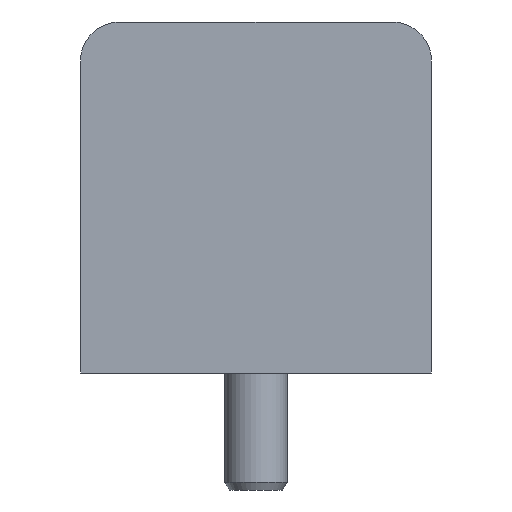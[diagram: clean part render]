
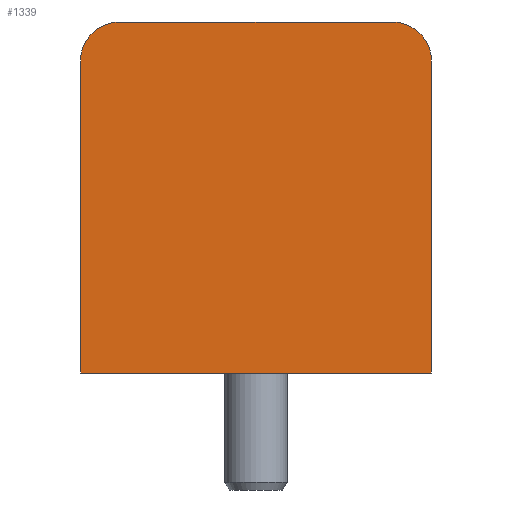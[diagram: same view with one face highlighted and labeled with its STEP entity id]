
A CAD part, left-side view. The second image highlights one B-rep face of the part: STEP entity #1339.
In plain terms, the highlighted planar face has unit normal (-1, 0, 0).
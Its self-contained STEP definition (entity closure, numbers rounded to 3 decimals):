
#1332 = LINE ( 'NONE', #27200, #33764 ) ;
#1339 = ADVANCED_FACE ( 'NONE', ( #22868 ), #24360, .T. ) ;
#3144 = ORIENTED_EDGE ( 'NONE', *, *, #16655, .T. ) ;
#3251 = VERTEX_POINT ( 'NONE', #14334 ) ;
#3347 = ORIENTED_EDGE ( 'NONE', *, *, #27931, .T. ) ;
#3841 = DIRECTION ( 'NONE',  ( -1., 0., 0. ) ) ;
#5446 = DIRECTION ( 'NONE',  ( 0., 0., 1. ) ) ;
#5621 = EDGE_CURVE ( 'NONE', #3251, #10711, #29450, .T. ) ;
#6685 = CARTESIAN_POINT ( 'NONE',  ( -5.8, 17.5, 22.5 ) ) ;
#7854 = DIRECTION ( 'NONE',  ( -1., 0., 0. ) ) ;
#8049 = ORIENTED_EDGE ( 'NONE', *, *, #33037, .F. ) ;
#9307 = EDGE_CURVE ( 'NONE', #25251, #11057, #29597, .T. ) ;
#10572 = DIRECTION ( 'NONE',  ( 0., 0., 1. ) ) ;
#10711 = VERTEX_POINT ( 'NONE', #13899 ) ;
#11057 = VERTEX_POINT ( 'NONE', #21506 ) ;
#11206 = DIRECTION ( 'NONE',  ( 0., 0., 1. ) ) ;
#11834 = DIRECTION ( 'NONE',  ( 0., 1., 0. ) ) ;
#11972 = CARTESIAN_POINT ( 'NONE',  ( -5.8, -22.5, -22.5 ) ) ;
#12286 = AXIS2_PLACEMENT_3D ( 'NONE', #19109, #21584, #5446 ) ;
#12530 = AXIS2_PLACEMENT_3D ( 'NONE', #24010, #7854, #10572 ) ;
#13899 = CARTESIAN_POINT ( 'NONE',  ( -5.8, -22.5, -22.5 ) ) ;
#14227 = CARTESIAN_POINT ( 'NONE',  ( -5.8, 22.5, -22.5 ) ) ;
#14334 = CARTESIAN_POINT ( 'NONE',  ( -5.8, -22.5, 17.5 ) ) ;
#15847 = VERTEX_POINT ( 'NONE', #28191 ) ;
#16260 = CIRCLE ( 'NONE', #25275, 5. ) ;
#16655 = EDGE_CURVE ( 'NONE', #3251, #11057, #33428, .T. ) ;
#16848 = DIRECTION ( 'NONE',  ( 0., -1., 0. ) ) ;
#17507 = DIRECTION ( 'NONE',  ( 0., 0., -1. ) ) ;
#19109 = CARTESIAN_POINT ( 'NONE',  ( -5.8, -17.5, 17.5 ) ) ;
#19756 = VECTOR ( 'NONE', #17507, 1000. ) ;
#20246 = EDGE_CURVE ( 'NONE', #10711, #29835, #32512, .T. ) ;
#21485 = ORIENTED_EDGE ( 'NONE', *, *, #9307, .F. ) ;
#21506 = CARTESIAN_POINT ( 'NONE',  ( -5.8, -17.5, 22.5 ) ) ;
#21530 = ORIENTED_EDGE ( 'NONE', *, *, #20246, .F. ) ;
#21584 = DIRECTION ( 'NONE',  ( -1., 0., 0. ) ) ;
#22164 = CARTESIAN_POINT ( 'NONE',  ( -5.8, -22.5, 22.5 ) ) ;
#22432 = CARTESIAN_POINT ( 'NONE',  ( -5.8, 17.5, 17.5 ) ) ;
#22868 = FACE_OUTER_BOUND ( 'NONE', #24514, .T. ) ;
#24010 = CARTESIAN_POINT ( 'NONE',  ( -5.8, 0., 0. ) ) ;
#24360 = PLANE ( 'NONE',  #12530 ) ;
#24514 = EDGE_LOOP ( 'NONE', ( #31975, #3144, #21485, #3347, #8049, #21530 ) ) ;
#24923 = VECTOR ( 'NONE', #11834, 1000. ) ;
#25251 = VERTEX_POINT ( 'NONE', #6685 ) ;
#25275 = AXIS2_PLACEMENT_3D ( 'NONE', #22432, #3841, #27710 ) ;
#27200 = CARTESIAN_POINT ( 'NONE',  ( -5.8, 22.5, 22.5 ) ) ;
#27710 = DIRECTION ( 'NONE',  ( 0., 0., 1. ) ) ;
#27931 = EDGE_CURVE ( 'NONE', #25251, #15847, #16260, .T. ) ;
#28191 = CARTESIAN_POINT ( 'NONE',  ( -5.8, 22.5, 17.5 ) ) ;
#28743 = VECTOR ( 'NONE', #16848, 1000. ) ;
#29450 = LINE ( 'NONE', #11972, #19756 ) ;
#29597 = LINE ( 'NONE', #22164, #28743 ) ;
#29835 = VERTEX_POINT ( 'NONE', #32979 ) ;
#31975 = ORIENTED_EDGE ( 'NONE', *, *, #5621, .F. ) ;
#32512 = LINE ( 'NONE', #14227, #24923 ) ;
#32979 = CARTESIAN_POINT ( 'NONE',  ( -5.8, 22.5, -22.5 ) ) ;
#33037 = EDGE_CURVE ( 'NONE', #29835, #15847, #1332, .T. ) ;
#33428 = CIRCLE ( 'NONE', #12286, 5. ) ;
#33764 = VECTOR ( 'NONE', #11206, 1000. ) ;
